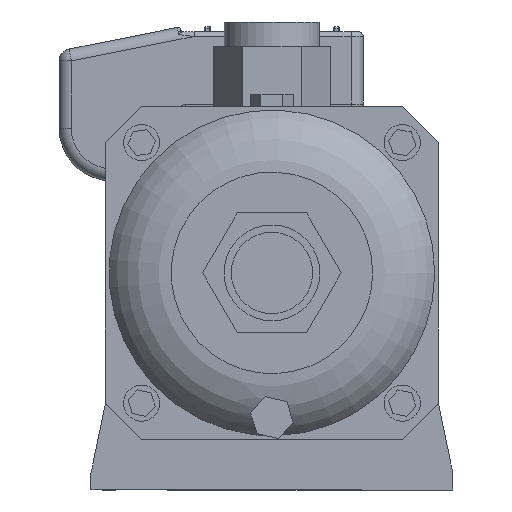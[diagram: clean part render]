
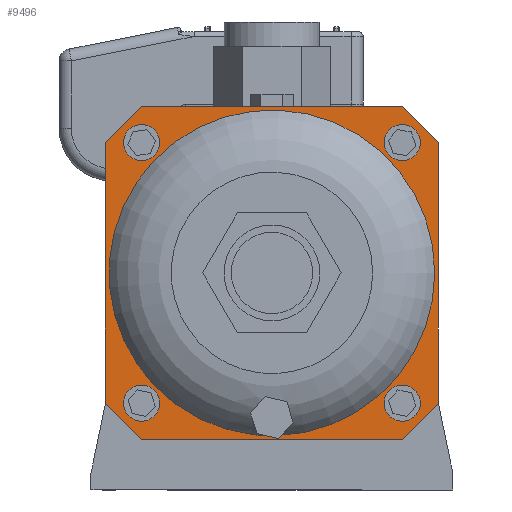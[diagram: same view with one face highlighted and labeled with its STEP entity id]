
A CAD part, left-side view. The second image highlights one B-rep face of the part: STEP entity #9496.
In plain terms, the highlighted planar face has unit normal (-1, 0, 0).
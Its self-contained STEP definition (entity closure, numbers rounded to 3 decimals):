
#198=FACE_BOUND($,#1511,.T.);
#199=FACE_BOUND($,#1512,.T.);
#200=FACE_BOUND($,#1513,.T.);
#201=FACE_BOUND($,#1514,.T.);
#202=FACE_BOUND($,#1515,.T.);
#471=PLANE($,#10314);
#925=FACE_OUTER_BOUND($,#1510,.T.);
#1510=EDGE_LOOP($,(#8104,#8105,#8106,#8107,#8108,#8109,#8110,#8111));
#1511=EDGE_LOOP($,(#8112,#8113));
#1512=EDGE_LOOP($,(#8114));
#1513=EDGE_LOOP($,(#8115));
#1514=EDGE_LOOP($,(#8116));
#1515=EDGE_LOOP($,(#8117));
#2012=CIRCLE($,#10313,7.85);
#2013=CIRCLE($,#10315,67.5);
#2014=CIRCLE($,#10316,7.5);
#2015=CIRCLE($,#10317,7.5);
#2016=CIRCLE($,#10318,7.5);
#2017=CIRCLE($,#10319,7.5);
#2763=LINE($,#15909,#3667);
#2764=LINE($,#15911,#3668);
#2765=LINE($,#15913,#3669);
#2766=LINE($,#15915,#3670);
#2767=LINE($,#15917,#3671);
#2768=LINE($,#15919,#3672);
#2769=LINE($,#15921,#3673);
#2770=LINE($,#15922,#3674);
#3667=VECTOR($,#12458,21.213);
#3668=VECTOR($,#12459,108.);
#3669=VECTOR($,#12460,21.213);
#3670=VECTOR($,#12461,108.);
#3671=VECTOR($,#12462,21.213);
#3672=VECTOR($,#12463,108.);
#3673=VECTOR($,#12464,21.213);
#3674=VECTOR($,#12465,108.);
#4581=VERTEX_POINT($,#15836);
#4582=VERTEX_POINT($,#15837);
#4583=VERTEX_POINT($,#15907);
#4584=VERTEX_POINT($,#15908);
#4585=VERTEX_POINT($,#15910);
#4586=VERTEX_POINT($,#15912);
#4587=VERTEX_POINT($,#15914);
#4588=VERTEX_POINT($,#15916);
#4589=VERTEX_POINT($,#15918);
#4590=VERTEX_POINT($,#15920);
#4591=VERTEX_POINT($,#15924);
#4592=VERTEX_POINT($,#15926);
#4593=VERTEX_POINT($,#15928);
#4594=VERTEX_POINT($,#15930);
#5790=EDGE_CURVE($,#4582,#4581,#2012,.T.);
#5791=EDGE_CURVE($,#4583,#4584,#2763,.T.);
#5792=EDGE_CURVE($,#4583,#4585,#2764,.T.);
#5793=EDGE_CURVE($,#4586,#4585,#2765,.T.);
#5794=EDGE_CURVE($,#4586,#4587,#2766,.T.);
#5795=EDGE_CURVE($,#4588,#4587,#2767,.T.);
#5796=EDGE_CURVE($,#4588,#4589,#2768,.T.);
#5797=EDGE_CURVE($,#4590,#4589,#2769,.T.);
#5798=EDGE_CURVE($,#4590,#4584,#2770,.T.);
#5799=EDGE_CURVE($,#4582,#4581,#2013,.T.);
#5800=EDGE_CURVE($,#4591,#4591,#2014,.T.);
#5801=EDGE_CURVE($,#4592,#4592,#2015,.T.);
#5802=EDGE_CURVE($,#4593,#4593,#2016,.T.);
#5803=EDGE_CURVE($,#4594,#4594,#2017,.T.);
#8104=ORIENTED_EDGE($,*,*,#5791,.F.);
#8105=ORIENTED_EDGE($,*,*,#5792,.T.);
#8106=ORIENTED_EDGE($,*,*,#5793,.F.);
#8107=ORIENTED_EDGE($,*,*,#5794,.T.);
#8108=ORIENTED_EDGE($,*,*,#5795,.F.);
#8109=ORIENTED_EDGE($,*,*,#5796,.T.);
#8110=ORIENTED_EDGE($,*,*,#5797,.F.);
#8111=ORIENTED_EDGE($,*,*,#5798,.T.);
#8112=ORIENTED_EDGE($,*,*,#5790,.T.);
#8113=ORIENTED_EDGE($,*,*,#5799,.F.);
#8114=ORIENTED_EDGE($,*,*,#5800,.T.);
#8115=ORIENTED_EDGE($,*,*,#5801,.T.);
#8116=ORIENTED_EDGE($,*,*,#5802,.T.);
#8117=ORIENTED_EDGE($,*,*,#5803,.T.);
#9496=ADVANCED_FACE($,(#925,#198,#199,#200,#201,#202),#471,.T.);
#10313=AXIS2_PLACEMENT_3D($,#15905,#12454,#12455);
#10314=AXIS2_PLACEMENT_3D($,#15906,#12456,#12457);
#10315=AXIS2_PLACEMENT_3D($,#15923,#12466,#12467);
#10316=AXIS2_PLACEMENT_3D($,#15925,#12468,#12469);
#10317=AXIS2_PLACEMENT_3D($,#15927,#12470,#12471);
#10318=AXIS2_PLACEMENT_3D($,#15929,#12472,#12473);
#10319=AXIS2_PLACEMENT_3D($,#15931,#12474,#12475);
#12454=DIRECTION('center_axis',(1.,0.,0.));
#12455=DIRECTION('ref_axis',(0.,1.,0.));
#12456=DIRECTION('center_axis',(-1.,0.,0.));
#12457=DIRECTION('ref_axis',(0.,-1.,0.));
#12458=DIRECTION($,(0.,0.707,0.707));
#12459=DIRECTION($,(0.,-1.,0.));
#12460=DIRECTION($,(0.,0.707,-0.707));
#12461=DIRECTION($,(0.,0.,1.));
#12462=DIRECTION($,(0.,-0.707,-0.707));
#12463=DIRECTION($,(0.,1.,0.));
#12464=DIRECTION($,(0.,-0.707,0.707));
#12465=DIRECTION($,(0.,0.,-1.));
#12466=DIRECTION('center_axis',(-1.,0.,0.));
#12467=DIRECTION('ref_axis',(0.,-1.,0.));
#12468=DIRECTION('center_axis',(1.,0.,0.));
#12469=DIRECTION('ref_axis',(0.,1.,0.));
#12470=DIRECTION('center_axis',(1.,0.,0.));
#12471=DIRECTION('ref_axis',(0.,1.,0.));
#12472=DIRECTION('center_axis',(1.,0.,0.));
#12473=DIRECTION('ref_axis',(0.,1.,0.));
#12474=DIRECTION('center_axis',(1.,0.,0.));
#12475=DIRECTION('ref_axis',(0.,1.,0.));
#15836=CARTESIAN_POINT('',(-115.091,2.458,22.545));
#15837=CARTESIAN_POINT('',(-115.091,-2.458,22.545));
#15905=CARTESIAN_POINT('Origin',(-115.091,0.,30.));
#15906=CARTESIAN_POINT('Origin',(-115.091,0.,90.));
#15907=CARTESIAN_POINT('',(-115.091,54.,21.));
#15908=CARTESIAN_POINT('',(-115.091,69.,36.));
#15909=CARTESIAN_POINT($,(-115.091,61.5,28.5));
#15910=CARTESIAN_POINT('',(-115.091,-54.,21.));
#15911=CARTESIAN_POINT($,(-115.091,69.,21.));
#15912=CARTESIAN_POINT('',(-115.091,-69.,36.));
#15913=CARTESIAN_POINT($,(-115.091,-61.5,28.5));
#15914=CARTESIAN_POINT('',(-115.091,-69.,144.));
#15915=CARTESIAN_POINT($,(-115.091,-69.,21.));
#15916=CARTESIAN_POINT('',(-115.091,-54.,159.));
#15917=CARTESIAN_POINT($,(-115.091,-61.5,151.5));
#15918=CARTESIAN_POINT('',(-115.091,54.,159.));
#15919=CARTESIAN_POINT($,(-115.091,-69.,159.));
#15920=CARTESIAN_POINT('',(-115.091,69.,144.));
#15921=CARTESIAN_POINT($,(-115.091,61.5,151.5));
#15922=CARTESIAN_POINT($,(-115.091,69.,159.));
#15923=CARTESIAN_POINT('Origin',(-115.091,0.,90.));
#15924=CARTESIAN_POINT('',(-115.091,46.5,144.));
#15925=CARTESIAN_POINT('Origin',(-115.091,54.,144.));
#15926=CARTESIAN_POINT('',(-115.091,-61.5,144.));
#15927=CARTESIAN_POINT('Origin',(-115.091,-54.,144.));
#15928=CARTESIAN_POINT('',(-115.091,46.5,36.));
#15929=CARTESIAN_POINT('Origin',(-115.091,54.,36.));
#15930=CARTESIAN_POINT('',(-115.091,-61.5,36.));
#15931=CARTESIAN_POINT('Origin',(-115.091,-54.,36.));
